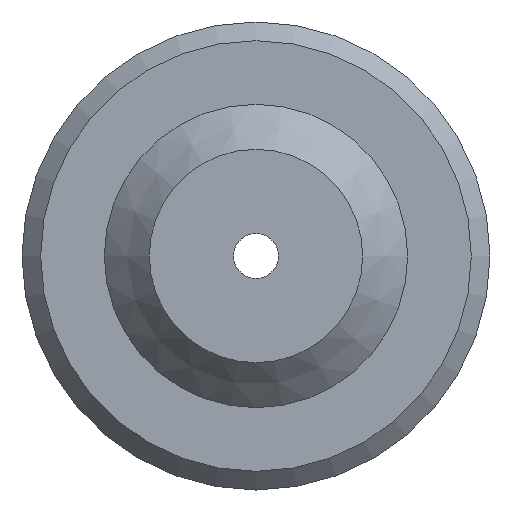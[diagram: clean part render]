
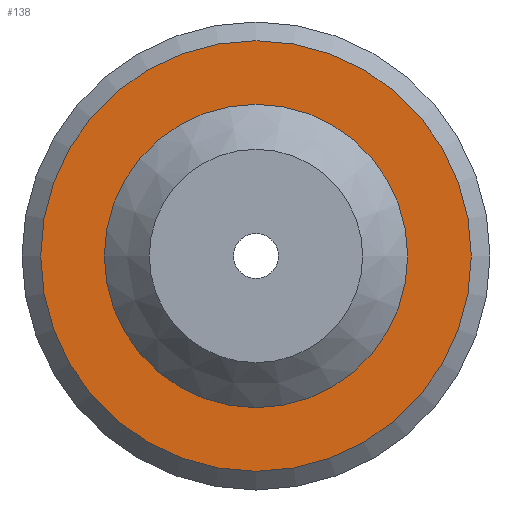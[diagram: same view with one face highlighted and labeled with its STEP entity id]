
A CAD part, left-side view. The second image highlights one B-rep face of the part: STEP entity #138.
In plain terms, the highlighted planar face has unit normal (-1, 0, 0).
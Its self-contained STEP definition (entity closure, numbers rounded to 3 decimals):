
#14=PLANE('',#155);
#26=FACE_BOUND('',#53,.T.);
#38=FACE_OUTER_BOUND('',#52,.T.);
#52=EDGE_LOOP('',(#112));
#53=EDGE_LOOP('',(#113));
#72=CIRCLE('',#151,7.303);
#75=CIRCLE('',#156,5.144);
#84=VERTEX_POINT('',#226);
#87=VERTEX_POINT('',#234);
#96=EDGE_CURVE('',#84,#84,#72,.T.);
#99=EDGE_CURVE('',#87,#87,#75,.T.);
#112=ORIENTED_EDGE('',*,*,#96,.F.);
#113=ORIENTED_EDGE('',*,*,#99,.T.);
#138=ADVANCED_FACE('',(#38,#26),#14,.T.);
#151=AXIS2_PLACEMENT_3D('',#227,#178,#179);
#155=AXIS2_PLACEMENT_3D('',#233,#186,#187);
#156=AXIS2_PLACEMENT_3D('',#235,#188,#189);
#178=DIRECTION('center_axis',(1.,0.,0.));
#179=DIRECTION('ref_axis',(0.,-1.,0.));
#186=DIRECTION('center_axis',(-1.,0.,0.));
#187=DIRECTION('ref_axis',(0.,0.,1.));
#188=DIRECTION('center_axis',(1.,0.,0.));
#189=DIRECTION('ref_axis',(0.,1.,0.));
#226=CARTESIAN_POINT('',(11.43,7.303,0.));
#227=CARTESIAN_POINT('Origin',(11.43,0.,0.));
#233=CARTESIAN_POINT('Origin',(11.43,6.541,0.));
#234=CARTESIAN_POINT('',(11.43,5.144,0.));
#235=CARTESIAN_POINT('Origin',(11.43,0.,0.));
